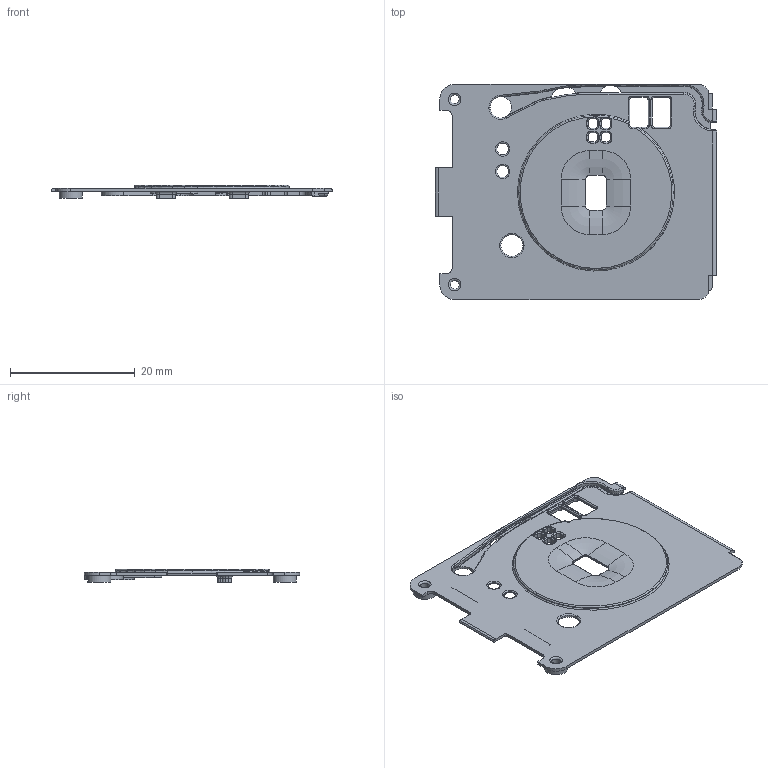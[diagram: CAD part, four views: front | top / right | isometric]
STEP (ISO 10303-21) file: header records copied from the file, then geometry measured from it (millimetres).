
FILE_DESCRIPTION(('HOOPS Exchange Step'),'2;1');
FILE_NAME('temp_export','2025-12-25T16:58:40+11:00',('sanya'),('Shapr3D Limited'),'HOOPS Exchange 2025.7','Shapr3D','Authorized');
FILE_SCHEMA( ('AP242_MANAGED_MODEL_BASED_3D_ENGINEERING_MIM_LF {1 0 10303 442 1 1 4}') );
Length unit declared in the file: millimetre
Products named in the file (1): bottom plate E-ink
Bounding box: 45.21 x 34.6 x 2.2 mm (x, y, z)
Volume: 986.8 mm3; surface area: 3158.6 mm2
Topology: 1 solids, 1 shells, 395 faces, 1037 edges, 644 vertices
Faces by surface type: cylinder 164, plane 126, torus 71, bspline 33, sphere 1
Full cylindrical faces by diameter (mm): 1.4 x2, 1.9 x2, 3.446 x1, 3.75 x2
Entity records: 13853 total; most frequent: CARTESIAN_POINT 3929, DIRECTION 2141, ORIENTED_EDGE 2064, EDGE_CURVE 1032, AXIS2_PLACEMENT_3D 816, VERTEX_POINT 644, VECTOR 509, LINE 509
